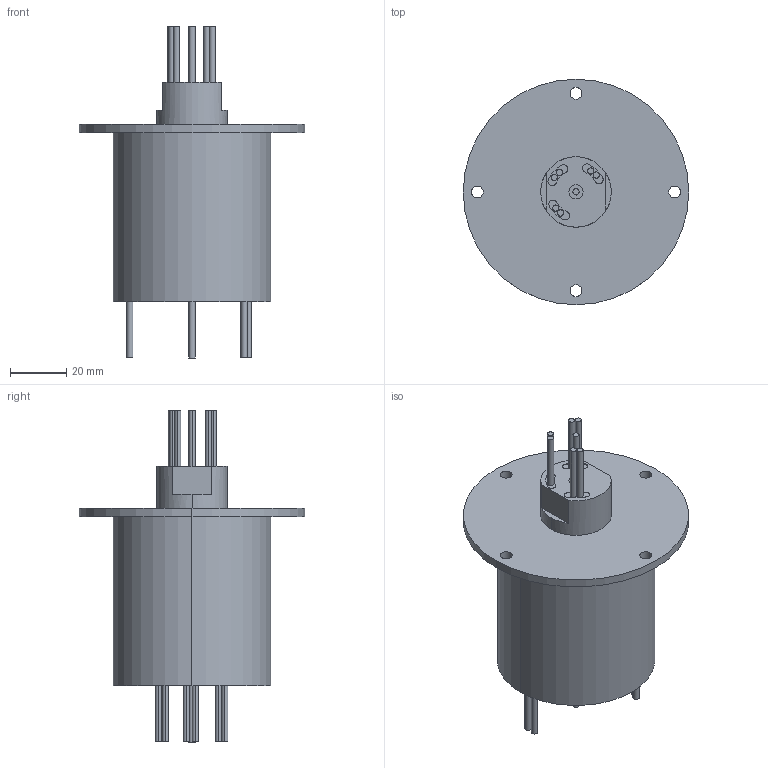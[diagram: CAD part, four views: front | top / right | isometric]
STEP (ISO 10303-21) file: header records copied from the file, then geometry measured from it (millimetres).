
FILE_DESCRIPTION (( 'STEP AP203' ), '1' );
FILE_NAME ('RX00714010.STEP', '2020-07-15T01:34:13', ( '微软用户' ), ( '微软中国' ), 'SwSTEP 2.0', 'SolidWorks 2014', '' );
FILE_SCHEMA (( 'CONFIG_CONTROL_DESIGN' ));
Length unit declared in the file: millimetre
Products named in the file (1): RX00714010
Bounding box: 80 x 80 x 117.8 mm (x, y, z)
Volume: 170715.6 mm3; surface area: 24539.6 mm2
Topology: 1 solids, 1 shells, 105 faces, 237 edges, 158 vertices
Faces by surface type: cylinder 69, plane 36
Entity records: 3106 total; most frequent: DIRECTION 591, CARTESIAN_POINT 501, ORIENTED_EDGE 474, AXIS2_PLACEMENT_3D 248, EDGE_CURVE 237, VERTEX_POINT 158, CIRCLE 142, EDGE_LOOP 137
